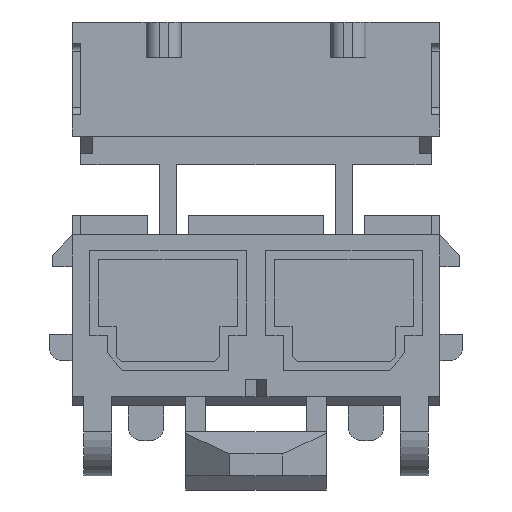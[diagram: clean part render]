
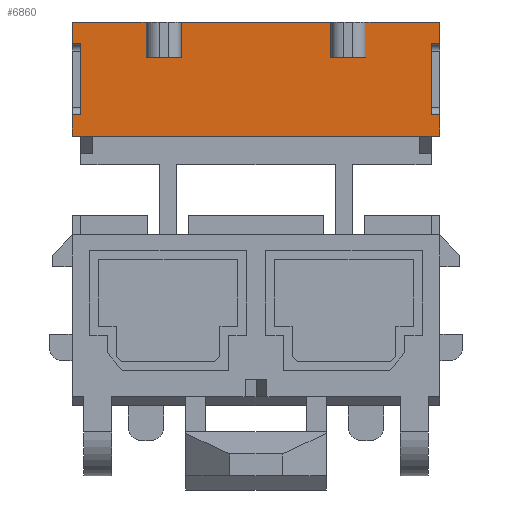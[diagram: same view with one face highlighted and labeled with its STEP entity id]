
A CAD part, front view. The second image highlights one B-rep face of the part: STEP entity #6860.
In plain terms, the highlighted planar face has unit normal (0, -1, 0).
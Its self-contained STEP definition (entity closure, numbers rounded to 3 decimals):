
#1141=DIRECTION('',(1.,0.,0.));
#1142=VECTOR('',#1141,18.6);
#1143=CARTESIAN_POINT('',(-9.3,9.,9.9));
#1144=LINE('',#1143,#1142);
#1161=DIRECTION('',(1.,0.,0.));
#1162=VECTOR('',#1161,0.5);
#1163=CARTESIAN_POINT('',(9.95,9.,9.9));
#1164=LINE('',#1163,#1162);
#1173=DIRECTION('',(1.,0.,0.));
#1174=VECTOR('',#1173,0.5);
#1175=CARTESIAN_POINT('',(-10.45,9.,9.9));
#1176=LINE('',#1175,#1174);
#1597=DIRECTION('',(0.,0.,-1.));
#1598=VECTOR('',#1597,4.);
#1599=CARTESIAN_POINT('',(9.95,9.,15.15));
#1600=LINE('',#1599,#1598);
#1601=DIRECTION('',(-1.,0.,0.));
#1602=VECTOR('',#1601,0.5);
#1603=CARTESIAN_POINT('',(10.45,9.,11.15));
#1604=LINE('',#1603,#1602);
#1605=DIRECTION('',(-1.,0.,0.));
#1606=VECTOR('',#1605,0.65);
#1607=CARTESIAN_POINT('',(9.95,9.,9.9));
#1608=LINE('',#1607,#1606);
#1609=DIRECTION('',(1.,0.,0.));
#1610=VECTOR('',#1609,0.65);
#1611=CARTESIAN_POINT('',(-9.95,9.,9.9));
#1612=LINE('',#1611,#1610);
#1613=DIRECTION('',(1.,0.,0.));
#1614=VECTOR('',#1613,0.5);
#1615=CARTESIAN_POINT('',(-10.45,9.,11.15));
#1616=LINE('',#1615,#1614);
#1617=DIRECTION('',(0.,0.,1.));
#1618=VECTOR('',#1617,4.);
#1619=CARTESIAN_POINT('',(-9.95,9.,11.15));
#1620=LINE('',#1619,#1618);
#1621=DIRECTION('',(1.,0.,0.));
#1622=VECTOR('',#1621,0.5);
#1623=CARTESIAN_POINT('',(-10.45,9.,15.15));
#1624=LINE('',#1623,#1622);
#1625=DIRECTION('',(1.,0.,0.));
#1626=VECTOR('',#1625,4.2);
#1627=CARTESIAN_POINT('',(-10.45,9.,16.4));
#1628=LINE('',#1627,#1626);
#1629=DIRECTION('',(0.,0.,-1.));
#1630=VECTOR('',#1629,2.);
#1631=CARTESIAN_POINT('',(-6.25,9.,16.4));
#1632=LINE('',#1631,#1630);
#1633=DIRECTION('',(1.,0.,0.));
#1634=VECTOR('',#1633,2.);
#1635=CARTESIAN_POINT('',(-6.25,9.,14.4));
#1636=LINE('',#1635,#1634);
#1637=DIRECTION('',(0.,0.,-1.));
#1638=VECTOR('',#1637,2.);
#1639=CARTESIAN_POINT('',(-4.25,9.,16.4));
#1640=LINE('',#1639,#1638);
#1641=DIRECTION('',(1.,0.,0.));
#1642=VECTOR('',#1641,8.5);
#1643=CARTESIAN_POINT('',(-4.25,9.,16.4));
#1644=LINE('',#1643,#1642);
#1645=DIRECTION('',(0.,0.,-1.));
#1646=VECTOR('',#1645,2.);
#1647=CARTESIAN_POINT('',(4.25,9.,16.4));
#1648=LINE('',#1647,#1646);
#1649=DIRECTION('',(1.,0.,0.));
#1650=VECTOR('',#1649,2.);
#1651=CARTESIAN_POINT('',(4.25,9.,14.4));
#1652=LINE('',#1651,#1650);
#1653=DIRECTION('',(0.,0.,-1.));
#1654=VECTOR('',#1653,2.);
#1655=CARTESIAN_POINT('',(6.25,9.,16.4));
#1656=LINE('',#1655,#1654);
#1657=DIRECTION('',(1.,0.,0.));
#1658=VECTOR('',#1657,4.2);
#1659=CARTESIAN_POINT('',(6.25,9.,16.4));
#1660=LINE('',#1659,#1658);
#1661=DIRECTION('',(-1.,0.,0.));
#1662=VECTOR('',#1661,0.5);
#1663=CARTESIAN_POINT('',(10.45,9.,15.15));
#1664=LINE('',#1663,#1662);
#1717=DIRECTION('',(0.,0.,-1.));
#1718=VECTOR('',#1717,1.25);
#1719=CARTESIAN_POINT('',(10.45,9.,11.15));
#1720=LINE('',#1719,#1718);
#1735=DIRECTION('',(0.,0.,-1.));
#1736=VECTOR('',#1735,1.25);
#1737=CARTESIAN_POINT('',(10.45,9.,16.4));
#1738=LINE('',#1737,#1736);
#2199=DIRECTION('',(0.,0.,-1.));
#2200=VECTOR('',#2199,1.25);
#2201=CARTESIAN_POINT('',(-10.45,9.,16.4));
#2202=LINE('',#2201,#2200);
#2217=DIRECTION('',(0.,0.,-1.));
#2218=VECTOR('',#2217,1.25);
#2219=CARTESIAN_POINT('',(-10.45,9.,11.15));
#2220=LINE('',#2219,#2218);
#4153=CARTESIAN_POINT('',(10.45,9.,16.4));
#4154=VERTEX_POINT('',#4153);
#4187=CARTESIAN_POINT('',(-10.45,9.,16.4));
#4188=VERTEX_POINT('',#4187);
#4417=CARTESIAN_POINT('',(-6.25,9.,14.4));
#4418=CARTESIAN_POINT('',(-4.25,9.,14.4));
#4419=VERTEX_POINT('',#4417);
#4420=VERTEX_POINT('',#4418);
#4421=CARTESIAN_POINT('',(4.25,9.,14.4));
#4422=CARTESIAN_POINT('',(6.25,9.,14.4));
#4423=VERTEX_POINT('',#4421);
#4424=VERTEX_POINT('',#4422);
#4425=CARTESIAN_POINT('',(-6.25,9.,16.4));
#4426=VERTEX_POINT('',#4425);
#4427=CARTESIAN_POINT('',(-4.25,9.,16.4));
#4428=VERTEX_POINT('',#4427);
#4429=CARTESIAN_POINT('',(4.25,9.,16.4));
#4430=VERTEX_POINT('',#4429);
#4431=CARTESIAN_POINT('',(6.25,9.,16.4));
#4432=VERTEX_POINT('',#4431);
#4437=CARTESIAN_POINT('',(9.95,9.,9.9));
#4438=CARTESIAN_POINT('',(9.3,9.,9.9));
#4439=VERTEX_POINT('',#4437);
#4440=VERTEX_POINT('',#4438);
#4445=CARTESIAN_POINT('',(-9.95,9.,9.9));
#4446=CARTESIAN_POINT('',(-9.3,9.,9.9));
#4447=VERTEX_POINT('',#4445);
#4448=VERTEX_POINT('',#4446);
#4449=CARTESIAN_POINT('',(-10.45,9.,9.9));
#4450=VERTEX_POINT('',#4449);
#4451=CARTESIAN_POINT('',(10.45,9.,9.9));
#4452=VERTEX_POINT('',#4451);
#4453=CARTESIAN_POINT('',(9.95,9.,15.15));
#4454=CARTESIAN_POINT('',(9.95,9.,11.15));
#4455=VERTEX_POINT('',#4453);
#4456=VERTEX_POINT('',#4454);
#4457=CARTESIAN_POINT('',(10.45,9.,11.15));
#4458=VERTEX_POINT('',#4457);
#4459=CARTESIAN_POINT('',(10.45,9.,15.15));
#4460=VERTEX_POINT('',#4459);
#4461=CARTESIAN_POINT('',(-10.45,9.,15.15));
#4462=CARTESIAN_POINT('',(-9.95,9.,15.15));
#4463=VERTEX_POINT('',#4461);
#4464=VERTEX_POINT('',#4462);
#4465=CARTESIAN_POINT('',(-10.45,9.,11.15));
#4466=CARTESIAN_POINT('',(-9.95,9.,11.15));
#4467=VERTEX_POINT('',#4465);
#4468=VERTEX_POINT('',#4466);
#6812=CARTESIAN_POINT('',(-10.45,9.,16.4));
#6813=DIRECTION('',(0.,-1.,0.));
#6814=DIRECTION('',(0.,0.,-1.));
#6815=AXIS2_PLACEMENT_3D('',#6812,#6813,#6814);
#6816=PLANE('',#6815);
#6818=ORIENTED_EDGE('',*,*,#6817,.T.);
#6820=ORIENTED_EDGE('',*,*,#6819,.F.);
#6822=ORIENTED_EDGE('',*,*,#6821,.T.);
#6823=ORIENTED_EDGE('',*,*,#6241,.F.);
#6825=ORIENTED_EDGE('',*,*,#6824,.T.);
#6826=ORIENTED_EDGE('',*,*,#6221,.F.);
#6827=ORIENTED_EDGE('',*,*,#6284,.F.);
#6828=ORIENTED_EDGE('',*,*,#6257,.F.);
#6830=ORIENTED_EDGE('',*,*,#6829,.F.);
#6832=ORIENTED_EDGE('',*,*,#6831,.T.);
#6834=ORIENTED_EDGE('',*,*,#6833,.T.);
#6836=ORIENTED_EDGE('',*,*,#6835,.F.);
#6838=ORIENTED_EDGE('',*,*,#6837,.F.);
#6839=ORIENTED_EDGE('',*,*,#6781,.T.);
#6841=ORIENTED_EDGE('',*,*,#6840,.T.);
#6843=ORIENTED_EDGE('',*,*,#6842,.T.);
#6845=ORIENTED_EDGE('',*,*,#6844,.F.);
#6846=ORIENTED_EDGE('',*,*,#6769,.T.);
#6848=ORIENTED_EDGE('',*,*,#6847,.T.);
#6850=ORIENTED_EDGE('',*,*,#6849,.T.);
#6852=ORIENTED_EDGE('',*,*,#6851,.F.);
#6853=ORIENTED_EDGE('',*,*,#6757,.T.);
#6855=ORIENTED_EDGE('',*,*,#6854,.T.);
#6857=ORIENTED_EDGE('',*,*,#6856,.T.);
#6858=EDGE_LOOP('',(#6818,#6820,#6822,#6823,#6825,#6826,#6827,#6828,#6830,#6832,
#6834,#6836,#6838,#6839,#6841,#6843,#6845,#6846,#6848,#6850,#6852,#6853,#6855,
#6857));
#6859=FACE_OUTER_BOUND('',#6858,.F.);
#6860=ADVANCED_FACE('',(#6859),#6816,.T.);
#6221=EDGE_CURVE('',#4448,#4440,#1144,.T.);
#6241=EDGE_CURVE('',#4439,#4452,#1164,.T.);
#6257=EDGE_CURVE('',#4450,#4447,#1176,.T.);
#6284=EDGE_CURVE('',#4447,#4448,#1612,.T.);
#6757=EDGE_CURVE('',#4432,#4154,#1660,.T.);
#6769=EDGE_CURVE('',#4428,#4430,#1644,.T.);
#6781=EDGE_CURVE('',#4188,#4426,#1628,.T.);
#6817=EDGE_CURVE('',#4455,#4456,#1600,.T.);
#6819=EDGE_CURVE('',#4458,#4456,#1604,.T.);
#6821=EDGE_CURVE('',#4458,#4452,#1720,.T.);
#6824=EDGE_CURVE('',#4439,#4440,#1608,.T.);
#6829=EDGE_CURVE('',#4467,#4450,#2220,.T.);
#6831=EDGE_CURVE('',#4467,#4468,#1616,.T.);
#6833=EDGE_CURVE('',#4468,#4464,#1620,.T.);
#6835=EDGE_CURVE('',#4463,#4464,#1624,.T.);
#6837=EDGE_CURVE('',#4188,#4463,#2202,.T.);
#6840=EDGE_CURVE('',#4426,#4419,#1632,.T.);
#6842=EDGE_CURVE('',#4419,#4420,#1636,.T.);
#6844=EDGE_CURVE('',#4428,#4420,#1640,.T.);
#6847=EDGE_CURVE('',#4430,#4423,#1648,.T.);
#6849=EDGE_CURVE('',#4423,#4424,#1652,.T.);
#6851=EDGE_CURVE('',#4432,#4424,#1656,.T.);
#6854=EDGE_CURVE('',#4154,#4460,#1738,.T.);
#6856=EDGE_CURVE('',#4460,#4455,#1664,.T.);
